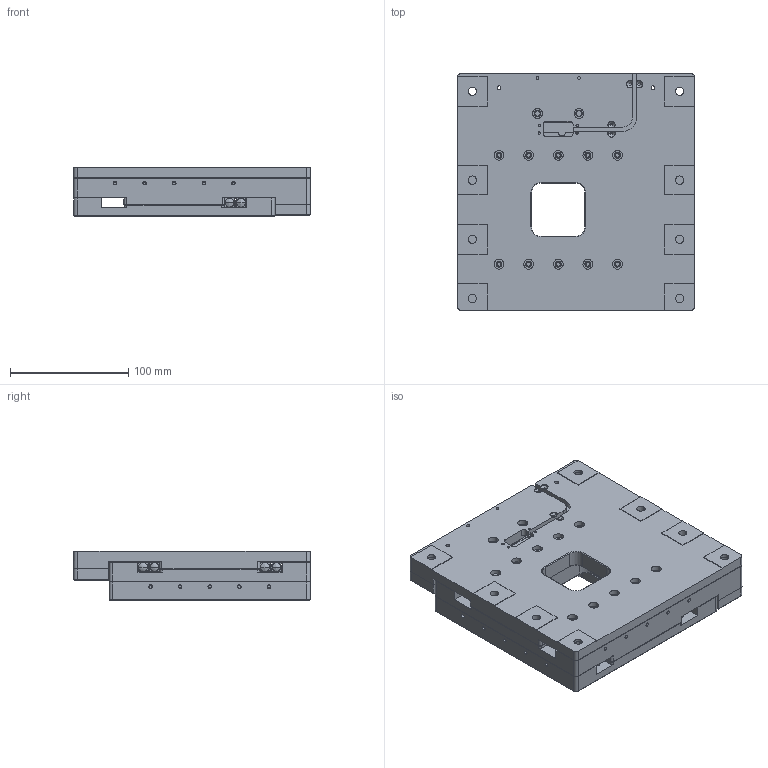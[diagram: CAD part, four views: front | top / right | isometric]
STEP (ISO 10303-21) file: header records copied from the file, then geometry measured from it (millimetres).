
FILE_DESCRIPTION (( 'STEP AP214' ), '1' );
FILE_NAME ('527200.STEP', '2023-08-22T03:42:59', ( '' ), ( '' ), 'SwSTEP 2.0', 'SolidWorks 2016', '' );
FILE_SCHEMA (( 'AUTOMOTIVE_DESIGN' ));
Length unit declared in the file: millimetre
Products named in the file (12): VR3_125HX17Z_0__AF5_ASM; VR3_125_17ZR1; MB_XY3-7575_V3; ZJB_XY3-7575_V3; JZ_XY3-7575_V3; 527200; GAI01_XY3-7575_V3; GAI02_XY3-7575_V3; VR3_125HX17Z_0__AF4_ASM; VR3_125_17Z_ROLLER_CAGE; VR3_125HX17Z_0__AF6_ASM; VR3_125_17Z_ROLLER_GUIDE
Assembly tree (17 placements, depth 3):
  527200
    JZ_XY3-7575_V3
    VR3_125HX17Z_0__AF4_ASM
      VR3_125_17Z_ROLLER_GUIDE
      VR3_125_17Z_ROLLER_CAGE
      VR3_125_17ZR1
    VR3_125HX17Z_0__AF5_ASM
      VR3_125_17Z_ROLLER_GUIDE
      VR3_125_17Z_ROLLER_CAGE
      VR3_125_17ZR1
    ZJB_XY3-7575_V3
    VR3_125HX17Z_0__AF6_ASM
      VR3_125_17Z_ROLLER_GUIDE
      VR3_125_17Z_ROLLER_CAGE
      VR3_125_17ZR1
    MB_XY3-7575_V3
    GAI01_XY3-7575_V3
    GAI02_XY3-7575_V3
Bounding box: 200 x 200 x 42 mm (x, y, z)
Volume: 1177973.4 mm3; surface area: 319591.6 mm2
Topology: 14 solids, 14 shells, 2586 faces, 6951 edges, 4436 vertices
Faces by surface type: plane 1157, cylinder 843, cone 562, bspline 12, torus 12
Entity records: 58410 total; most frequent: CARTESIAN_POINT 10417, DIRECTION 10304, ORIENTED_EDGE 9766, EDGE_CURVE 4883, AXIS2_PLACEMENT_3D 3689, VERTEX_POINT 3148, LINE 2926, VECTOR 2926
